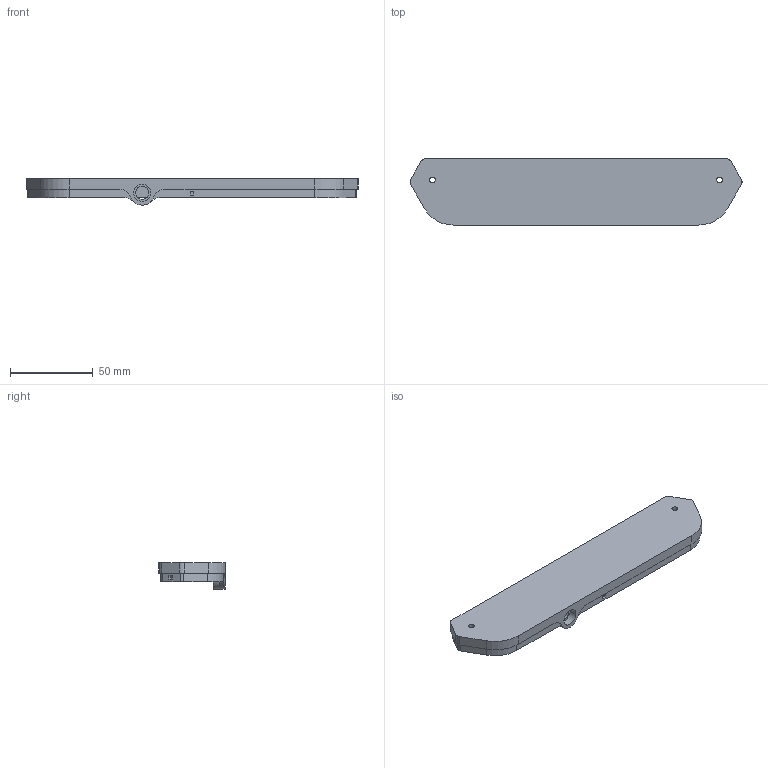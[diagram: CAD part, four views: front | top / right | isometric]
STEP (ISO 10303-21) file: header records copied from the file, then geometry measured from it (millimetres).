
FILE_DESCRIPTION(/* description */ (''),/* implementation_level */ '2;1');
FILE_NAME(/* name */ 'Power Bottom.stp',/* time_stamp */ '2018-12-27T18:43:58+00:00',/* author */ ('cdrsk'),/* organization */ (''),/* preprocessor_version */ 'ST-DEVELOPER v16.5',/* originating_system */ 'Autodesk Inventor 2017',/* authorisation */ '');
FILE_SCHEMA (('AUTOMOTIVE_DESIGN { 1 0 10303 214 3 1 1 }'));
Length unit declared in the file: millimetre
Products named in the file (1): power base
Bounding box: 200.66 x 40 x 15.91 mm (x, y, z)
Volume: 29872.4 mm3; surface area: 25447.4 mm2
Topology: 1 solids, 1 shells, 101 faces, 275 edges, 183 vertices
Faces by surface type: plane 67, cylinder 34
Full cylindrical faces by diameter (mm): 2.7 x5, 3.5 x2, 5 x4, 6.5 x1, 8 x1, 10.3 x1
Entity records: 3149 total; most frequent: CARTESIAN_POINT 538, DIRECTION 537, ORIENTED_EDGE 514, EDGE_CURVE 257, LINE 181, VECTOR 181, VERTEX_POINT 179, AXIS2_PLACEMENT_3D 178
